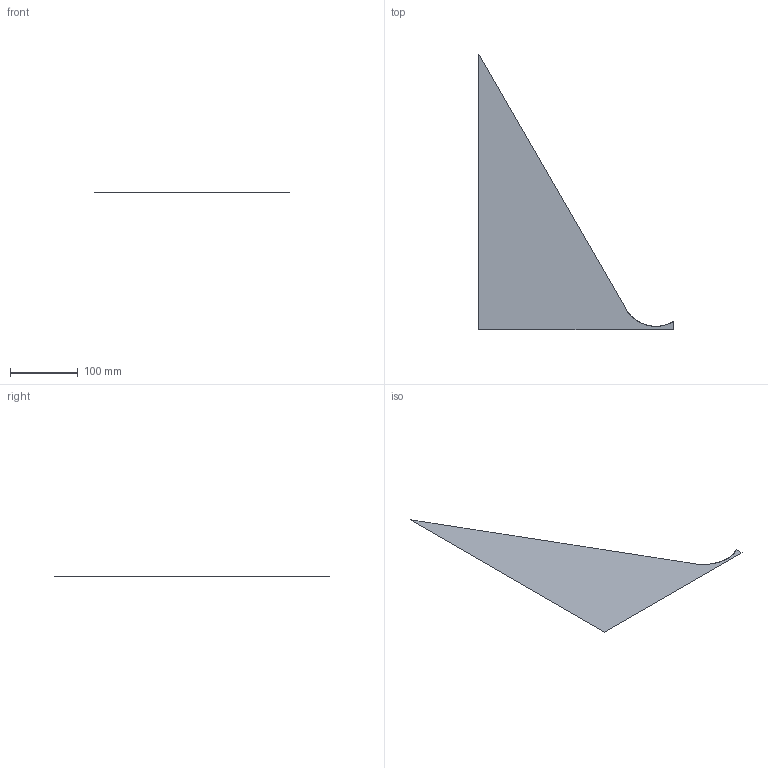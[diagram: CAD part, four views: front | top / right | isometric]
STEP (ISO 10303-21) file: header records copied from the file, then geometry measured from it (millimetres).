
FILE_DESCRIPTION(('FreeCAD Model'),'2;1');
FILE_NAME('ramp.step', '2019-01-13T09:37:27',('Author'),(''), 'Open CASCADE STEP processor 7.2','FreeCAD','Unknown');
FILE_SCHEMA(('AUTOMOTIVE_DESIGN { 1 0 10303 214 1 1 1 1 }'));
Length unit declared in the file: millimetre
Products named in the file (1): polygon
Bounding box: 285.67 x 405 x 0 mm (x, y, z)
Surface area: 47811.1 mm2 (no closed solid volume)
Topology: 0 solids, 1 shells, 1 faces, 94 edges, 94 vertices
Faces by surface type: plane 1
Entity records: 1445 total; most frequent: CARTESIAN_POINT 284, DIRECTION 192, LINE 188, VECTOR 188, ORIENTED_EDGE 94, EDGE_CURVE 94, VERTEX_POINT 94, SURFACE_CURVE 94
